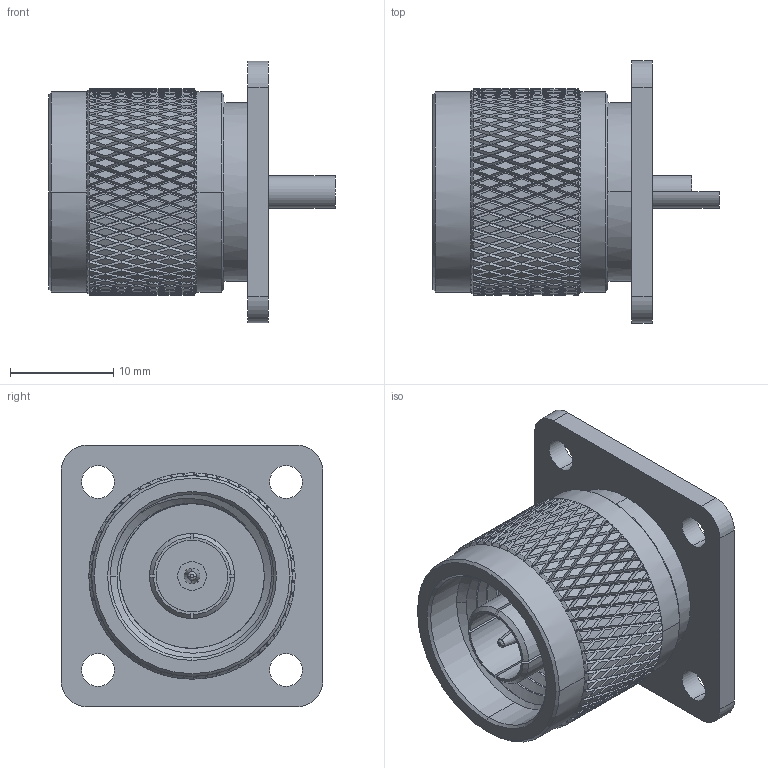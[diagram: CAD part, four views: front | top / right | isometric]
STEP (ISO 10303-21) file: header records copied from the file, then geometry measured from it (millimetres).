
FILE_DESCRIPTION (( 'STEP AP203' ), '1' );
FILE_NAME ('FMCN1409_3D.STEP', '2022-03-25T17:41:52', ( '' ), ( '' ), 'SwSTEP 2.0', 'SolidWorks 2021', '' );
FILE_SCHEMA (( 'CONFIG_CONTROL_DESIGN' ));
Products named in the file (1): FMCN1409_3D
Bounding box: 27.8 x 25.4 x 25.4 mm (x, y, z)
Volume: 5295.4 mm3; surface area: 4305.6 mm2
Topology: 1 solids, 1 shells, 2526 faces, 5156 edges, 2641 vertices
Faces by surface type: bspline 1765, cylinder 489, cone 237, plane 35
Entity records: 90530 total; most frequent: CARTESIAN_POINT 57269, ORIENTED_EDGE 10312, EDGE_CURVE 5156, VERTEX_POINT 2641, DIRECTION 2619, EDGE_LOOP 2543, ADVANCED_FACE 2526, FACE_OUTER_BOUND 2526
